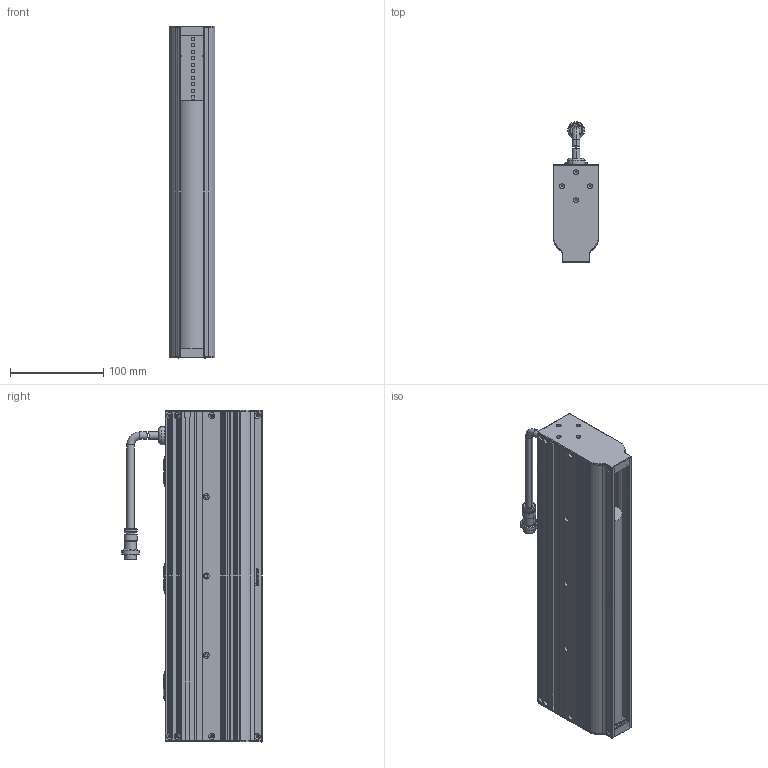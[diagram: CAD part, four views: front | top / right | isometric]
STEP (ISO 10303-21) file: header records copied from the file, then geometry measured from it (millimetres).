
FILE_DESCRIPTION (( 'STEP AP214' ), '1' );
FILE_NAME ('661302-W.STEP', '2019-03-27T03:37:43', ( '' ), ( '' ), 'SwSTEP 2.0', 'SolidWorks 2016', '' );
FILE_SCHEMA (( 'AUTOMOTIVE_DESIGN' ));
Length unit declared in the file: millimetre
Products named in the file (1): 661302-W
Bounding box: 49 x 150.2 x 356 mm (x, y, z)
Volume: 895738.8 mm3; surface area: 432226.7 mm2
Topology: 26 solids, 26 shells, 2231 faces, 5906 edges, 3734 vertices
Faces by surface type: plane 924, cylinder 693, bspline 474, cone 140
Entity records: 103975 total; most frequent: CARTESIAN_POINT 26385, ORIENTED_EDGE 11652, DIRECTION 10794, EDGE_CURVE 5826, AXIS2_PLACEMENT_3D 3913, VERTEX_POINT 3734, VECTOR 2968, LINE 2968
